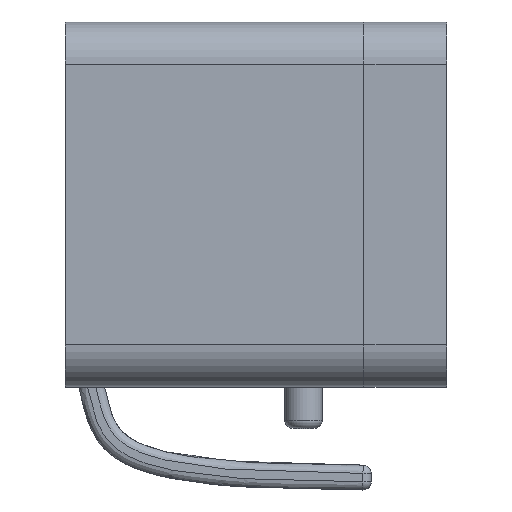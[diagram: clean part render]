
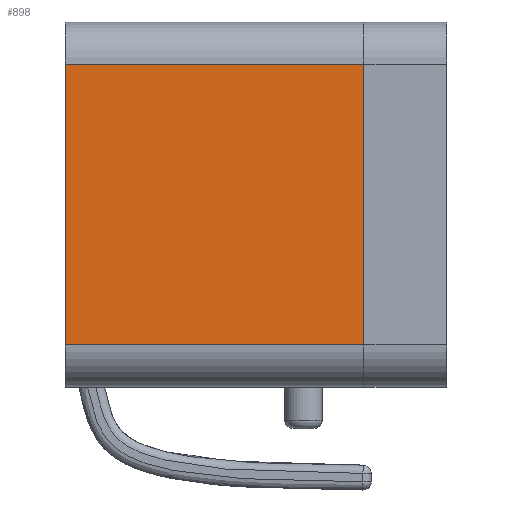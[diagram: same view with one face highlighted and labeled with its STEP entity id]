
A CAD part, front view. The second image highlights one B-rep face of the part: STEP entity #898.
In plain terms, the highlighted planar face has unit normal (0, -1, 0).
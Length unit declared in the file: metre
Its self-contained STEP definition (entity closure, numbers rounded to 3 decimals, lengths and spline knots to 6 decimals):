
#278=ORIENTED_EDGE('',*,*,#447,.T.);
#279=ORIENTED_EDGE('',*,*,#448,.T.);
#280=ORIENTED_EDGE('',*,*,#449,.F.);
#281=ORIENTED_EDGE('',*,*,#450,.T.);
#447=EDGE_CURVE('',#540,#541,#608,.T.);
#448=EDGE_CURVE('',#541,#542,#609,.T.);
#449=EDGE_CURVE('',#543,#542,#610,.T.);
#450=EDGE_CURVE('',#543,#540,#611,.F.);
#540=VERTEX_POINT('',#1893);
#541=VERTEX_POINT('',#1894);
#542=VERTEX_POINT('',#1896);
#543=VERTEX_POINT('',#1898);
#608=LINE('',#1892,#674);
#609=LINE('',#1895,#675);
#610=LINE('',#1897,#676);
#611=LINE('',#1899,#677);
#674=VECTOR('',#1282,1.);
#675=VECTOR('',#1283,1.);
#676=VECTOR('',#1284,1.);
#677=VECTOR('',#1285,1.);
#734=EDGE_LOOP('',(#278,#279,#280,#281));
#804=FACE_BOUND('',#734,.T.);
#850=PLANE('',#1049);
#898=ADVANCED_FACE('',(#804),#850,.T.);
#1049=AXIS2_PLACEMENT_3D('',#1891,#1280,#1281);
#1280=DIRECTION('',(0.,-1.,0.));
#1281=DIRECTION('',(0.,0.,-1.));
#1282=DIRECTION('',(0.,0.,1.));
#1283=DIRECTION('',(-1.,0.,0.));
#1284=DIRECTION('',(0.,0.,1.));
#1285=DIRECTION('',(-1.,0.,0.));
#1891=CARTESIAN_POINT('',(0.012,-0.05,0.022));
#1892=CARTESIAN_POINT('',(0.012,-0.05,0.022));
#1893=CARTESIAN_POINT('',(0.012,-0.05,0.00508));
#1894=CARTESIAN_POINT('',(0.012,-0.05,0.03892));
#1895=CARTESIAN_POINT('',(-0.024,-0.05,0.03892));
#1896=CARTESIAN_POINT('',(-0.024,-0.05,0.03892));
#1897=CARTESIAN_POINT('',(-0.024,-0.05,0.022));
#1898=CARTESIAN_POINT('',(-0.024,-0.05,0.00508));
#1899=CARTESIAN_POINT('',(0.012,-0.05,0.00508));
